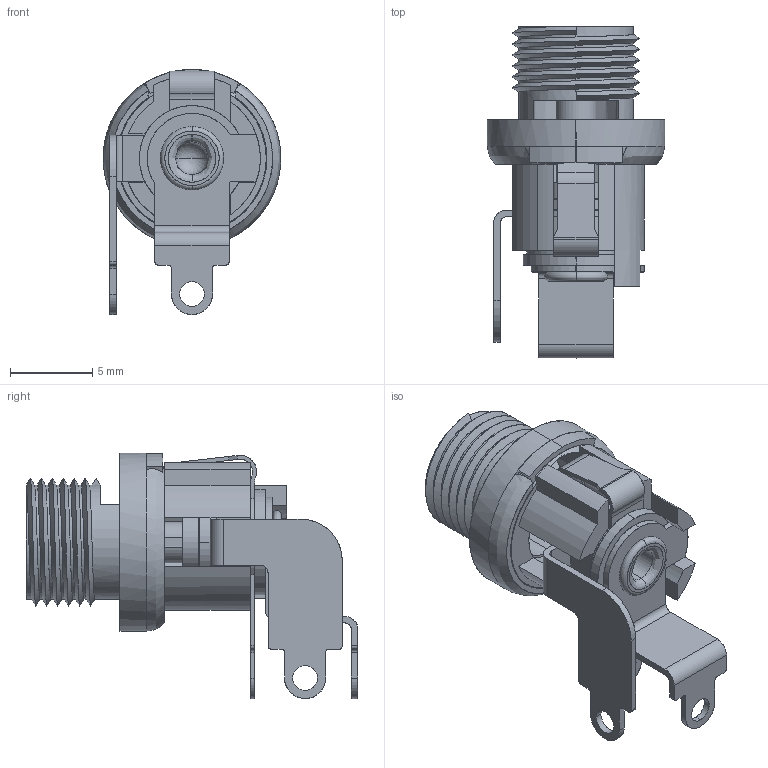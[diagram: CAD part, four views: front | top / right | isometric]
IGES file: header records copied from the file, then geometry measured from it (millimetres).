
Start section: SolidWorks IGES file using analytic representation for surfaces
Global section: file name: KLDLX-0202-B.IGS; native system: SolidWorks 2020; preprocessor: SolidWorks 2020; author: Dan; date: 201110.092038; units: millimetre
Bounding box: 10.8 x 20.15 x 14.9 mm (x, y, z)
Surface area: 1791.9 mm2 (no closed solid volume)
Topology: 0 solids, 0 shells, 213 faces, 3181 edges, 3177 vertices
Faces by surface type: revolution 111, bspline 102
